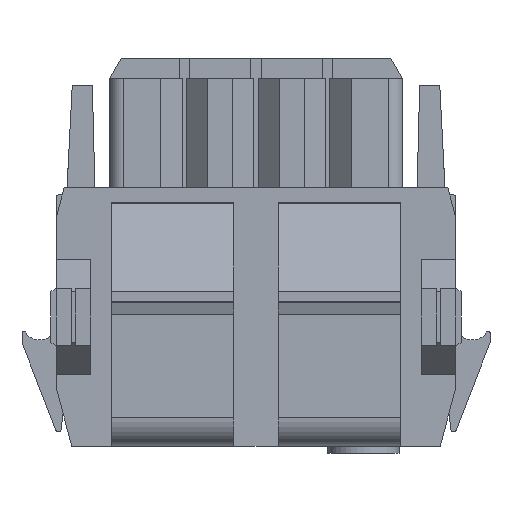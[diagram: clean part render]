
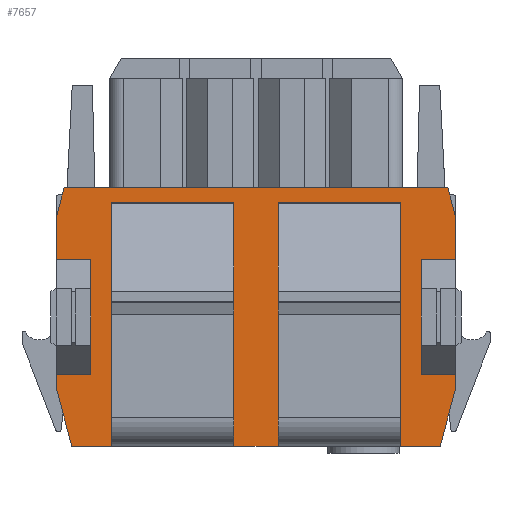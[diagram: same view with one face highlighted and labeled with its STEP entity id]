
A CAD part, front view. The second image highlights one B-rep face of the part: STEP entity #7657.
In plain terms, the highlighted planar face has unit normal (0, -1, 0).
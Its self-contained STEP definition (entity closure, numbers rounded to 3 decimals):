
#7504=AXIS2_PLACEMENT_3D('Plane Axis2P3D',#7501,#7502,#7503) ;
#4760=CARTESIAN_POINT('Vertex',(2.936,5.9,18.5)) ;
#4763=CARTESIAN_POINT('Line Origine',(16.3,5.9,18.5)) ;
#4767=CARTESIAN_POINT('Vertex',(29.664,5.9,18.5)) ;
#6133=CARTESIAN_POINT('Vertex',(29.128,5.9,0.5)) ;
#6138=CARTESIAN_POINT('Line Origine',(27.739,5.9,0.5)) ;
#6142=CARTESIAN_POINT('Vertex',(26.35,5.9,0.5)) ;
#6163=CARTESIAN_POINT('Vertex',(17.85,5.9,0.5)) ;
#6166=CARTESIAN_POINT('Line Origine',(16.3,5.9,0.5)) ;
#6170=CARTESIAN_POINT('Vertex',(14.75,5.9,0.5)) ;
#6191=CARTESIAN_POINT('Vertex',(6.25,5.9,0.5)) ;
#6194=CARTESIAN_POINT('Line Origine',(4.861,5.9,0.5)) ;
#6198=CARTESIAN_POINT('Vertex',(3.472,5.9,0.5)) ;
#7486=CARTESIAN_POINT('Vertex',(2.4,5.9,16.5)) ;
#7489=CARTESIAN_POINT('Line Origine',(2.668,5.9,17.5)) ;
#7501=CARTESIAN_POINT('Axis2P3D Location',(2.4,5.9,0.)) ;
#7506=CARTESIAN_POINT('Line Origine',(30.2,5.9,15.)) ;
#7510=CARTESIAN_POINT('Vertex',(30.2,5.9,13.5)) ;
#7512=CARTESIAN_POINT('Vertex',(30.2,5.9,16.5)) ;
#7515=CARTESIAN_POINT('Line Origine',(29.932,5.9,17.5)) ;
#7520=CARTESIAN_POINT('Line Origine',(2.4,5.9,15.)) ;
#7524=CARTESIAN_POINT('Vertex',(2.4,5.9,13.5)) ;
#7527=CARTESIAN_POINT('Line Origine',(3.6,5.9,13.5)) ;
#7531=CARTESIAN_POINT('Vertex',(4.8,5.9,13.5)) ;
#7534=CARTESIAN_POINT('Line Origine',(4.8,5.9,9.5)) ;
#7538=CARTESIAN_POINT('Vertex',(4.8,5.9,5.5)) ;
#7541=CARTESIAN_POINT('Line Origine',(3.6,5.9,5.5)) ;
#7545=CARTESIAN_POINT('Vertex',(2.4,5.9,5.5)) ;
#7548=CARTESIAN_POINT('Line Origine',(2.4,5.9,5.)) ;
#7552=CARTESIAN_POINT('Vertex',(2.4,5.9,4.5)) ;
#7555=CARTESIAN_POINT('Line Origine',(2.936,5.9,2.5)) ;
#7560=CARTESIAN_POINT('Line Origine',(6.25,5.9,1.4)) ;
#7564=CARTESIAN_POINT('Vertex',(6.25,5.9,2.3)) ;
#7567=CARTESIAN_POINT('Line Origine',(10.5,5.9,2.3)) ;
#7571=CARTESIAN_POINT('Vertex',(14.75,5.9,2.3)) ;
#7574=CARTESIAN_POINT('Line Origine',(14.75,5.9,1.4)) ;
#7579=CARTESIAN_POINT('Line Origine',(17.85,5.9,1.4)) ;
#7583=CARTESIAN_POINT('Vertex',(17.85,5.9,2.3)) ;
#7586=CARTESIAN_POINT('Line Origine',(22.1,5.9,2.3)) ;
#7590=CARTESIAN_POINT('Vertex',(26.35,5.9,2.3)) ;
#7593=CARTESIAN_POINT('Line Origine',(26.35,5.9,1.4)) ;
#7598=CARTESIAN_POINT('Line Origine',(29.664,5.9,2.5)) ;
#7602=CARTESIAN_POINT('Vertex',(30.2,5.9,4.5)) ;
#7605=CARTESIAN_POINT('Line Origine',(30.2,5.9,5.)) ;
#7609=CARTESIAN_POINT('Vertex',(30.2,5.9,5.5)) ;
#7612=CARTESIAN_POINT('Line Origine',(29.,5.9,5.5)) ;
#7616=CARTESIAN_POINT('Vertex',(27.8,5.9,5.5)) ;
#7619=CARTESIAN_POINT('Line Origine',(27.8,5.9,9.5)) ;
#7623=CARTESIAN_POINT('Vertex',(27.8,5.9,13.5)) ;
#7626=CARTESIAN_POINT('Line Origine',(29.,5.9,13.5)) ;
#4764=DIRECTION('Vector Direction',(1.,0.,0.)) ;
#6139=DIRECTION('Vector Direction',(1.,0.,0.)) ;
#6167=DIRECTION('Vector Direction',(1.,0.,0.)) ;
#6195=DIRECTION('Vector Direction',(1.,0.,0.)) ;
#7490=DIRECTION('Vector Direction',(-0.259,0.,-0.966)) ;
#7502=DIRECTION('Axis2P3D Direction',(0.,-1.,0.)) ;
#7503=DIRECTION('Axis2P3D XDirection',(1.,0.,0.)) ;
#7507=DIRECTION('Vector Direction',(0.,0.,1.)) ;
#7516=DIRECTION('Vector Direction',(0.259,0.,-0.966)) ;
#7521=DIRECTION('Vector Direction',(0.,0.,1.)) ;
#7528=DIRECTION('Vector Direction',(1.,0.,0.)) ;
#7535=DIRECTION('Vector Direction',(0.,0.,1.)) ;
#7542=DIRECTION('Vector Direction',(1.,0.,0.)) ;
#7549=DIRECTION('Vector Direction',(0.,0.,1.)) ;
#7556=DIRECTION('Vector Direction',(0.259,0.,-0.966)) ;
#7561=DIRECTION('Vector Direction',(0.,0.,1.)) ;
#7568=DIRECTION('Vector Direction',(1.,0.,0.)) ;
#7575=DIRECTION('Vector Direction',(0.,0.,1.)) ;
#7580=DIRECTION('Vector Direction',(0.,0.,1.)) ;
#7587=DIRECTION('Vector Direction',(1.,0.,0.)) ;
#7594=DIRECTION('Vector Direction',(0.,0.,1.)) ;
#7599=DIRECTION('Vector Direction',(-0.259,0.,-0.966)) ;
#7606=DIRECTION('Vector Direction',(0.,0.,1.)) ;
#7613=DIRECTION('Vector Direction',(1.,0.,0.)) ;
#7620=DIRECTION('Vector Direction',(0.,0.,1.)) ;
#7627=DIRECTION('Vector Direction',(1.,0.,0.)) ;
#4765=VECTOR('Line Direction',#4764,1.) ;
#6140=VECTOR('Line Direction',#6139,1.) ;
#6168=VECTOR('Line Direction',#6167,1.) ;
#6196=VECTOR('Line Direction',#6195,1.) ;
#7491=VECTOR('Line Direction',#7490,1.) ;
#7508=VECTOR('Line Direction',#7507,1.) ;
#7517=VECTOR('Line Direction',#7516,1.) ;
#7522=VECTOR('Line Direction',#7521,1.) ;
#7529=VECTOR('Line Direction',#7528,1.) ;
#7536=VECTOR('Line Direction',#7535,1.) ;
#7543=VECTOR('Line Direction',#7542,1.) ;
#7550=VECTOR('Line Direction',#7549,1.) ;
#7557=VECTOR('Line Direction',#7556,1.) ;
#7562=VECTOR('Line Direction',#7561,1.) ;
#7569=VECTOR('Line Direction',#7568,1.) ;
#7576=VECTOR('Line Direction',#7575,1.) ;
#7581=VECTOR('Line Direction',#7580,1.) ;
#7588=VECTOR('Line Direction',#7587,1.) ;
#7595=VECTOR('Line Direction',#7594,1.) ;
#7600=VECTOR('Line Direction',#7599,1.) ;
#7607=VECTOR('Line Direction',#7606,1.) ;
#7614=VECTOR('Line Direction',#7613,1.) ;
#7621=VECTOR('Line Direction',#7620,1.) ;
#7628=VECTOR('Line Direction',#7627,1.) ;
#7632=ORIENTED_EDGE('',*,*,#7514,.T.) ;
#7633=ORIENTED_EDGE('',*,*,#7519,.F.) ;
#7634=ORIENTED_EDGE('',*,*,#4769,.T.) ;
#7635=ORIENTED_EDGE('',*,*,#7493,.F.) ;
#7636=ORIENTED_EDGE('',*,*,#7526,.F.) ;
#7637=ORIENTED_EDGE('',*,*,#7533,.T.) ;
#7638=ORIENTED_EDGE('',*,*,#7540,.T.) ;
#7639=ORIENTED_EDGE('',*,*,#7547,.F.) ;
#7640=ORIENTED_EDGE('',*,*,#7554,.F.) ;
#7641=ORIENTED_EDGE('',*,*,#7559,.F.) ;
#7642=ORIENTED_EDGE('',*,*,#6200,.T.) ;
#7643=ORIENTED_EDGE('',*,*,#7566,.F.) ;
#7644=ORIENTED_EDGE('',*,*,#7573,.T.) ;
#7645=ORIENTED_EDGE('',*,*,#7578,.T.) ;
#7646=ORIENTED_EDGE('',*,*,#6172,.T.) ;
#7647=ORIENTED_EDGE('',*,*,#7585,.F.) ;
#7648=ORIENTED_EDGE('',*,*,#7592,.F.) ;
#7649=ORIENTED_EDGE('',*,*,#7597,.T.) ;
#7650=ORIENTED_EDGE('',*,*,#6144,.T.) ;
#7651=ORIENTED_EDGE('',*,*,#7604,.F.) ;
#7652=ORIENTED_EDGE('',*,*,#7611,.T.) ;
#7653=ORIENTED_EDGE('',*,*,#7618,.T.) ;
#7654=ORIENTED_EDGE('',*,*,#7625,.F.) ;
#7655=ORIENTED_EDGE('',*,*,#7630,.F.) ;
#7657=ADVANCED_FACE('Hauptkoerper',(#7656),#7505,.T.) ;
#4769=EDGE_CURVE('',#4768,#4761,#4766,.F.) ;
#6144=EDGE_CURVE('',#6143,#6134,#6141,.T.) ;
#6172=EDGE_CURVE('',#6171,#6164,#6169,.T.) ;
#6200=EDGE_CURVE('',#6199,#6192,#6197,.T.) ;
#7493=EDGE_CURVE('',#7487,#4761,#7492,.F.) ;
#7514=EDGE_CURVE('',#7511,#7513,#7509,.T.) ;
#7519=EDGE_CURVE('',#4768,#7513,#7518,.T.) ;
#7526=EDGE_CURVE('',#7525,#7487,#7523,.T.) ;
#7533=EDGE_CURVE('',#7525,#7532,#7530,.T.) ;
#7540=EDGE_CURVE('',#7532,#7539,#7537,.F.) ;
#7547=EDGE_CURVE('',#7546,#7539,#7544,.T.) ;
#7554=EDGE_CURVE('',#7553,#7546,#7551,.T.) ;
#7559=EDGE_CURVE('',#6199,#7553,#7558,.F.) ;
#7566=EDGE_CURVE('',#7565,#6192,#7563,.F.) ;
#7573=EDGE_CURVE('',#7565,#7572,#7570,.T.) ;
#7578=EDGE_CURVE('',#7572,#6171,#7577,.F.) ;
#7585=EDGE_CURVE('',#7584,#6164,#7582,.F.) ;
#7592=EDGE_CURVE('',#7591,#7584,#7589,.F.) ;
#7597=EDGE_CURVE('',#7591,#6143,#7596,.F.) ;
#7604=EDGE_CURVE('',#7603,#6134,#7601,.T.) ;
#7611=EDGE_CURVE('',#7603,#7610,#7608,.T.) ;
#7618=EDGE_CURVE('',#7610,#7617,#7615,.F.) ;
#7625=EDGE_CURVE('',#7624,#7617,#7622,.F.) ;
#7630=EDGE_CURVE('',#7511,#7624,#7629,.F.) ;
#7631=EDGE_LOOP('',(#7632,#7633,#7634,#7635,#7636,#7637,#7638,#7639,#7640,#7641,#7642,#7643,#7644,#7645,#7646,#7647,#7648,#7649,#7650,#7651,#7652,#7653,#7654,#7655)) ;
#7656=FACE_OUTER_BOUND('',#7631,.T.) ;
#4766=LINE('Line',#4763,#4765) ;
#6141=LINE('Line',#6138,#6140) ;
#6169=LINE('Line',#6166,#6168) ;
#6197=LINE('Line',#6194,#6196) ;
#7492=LINE('Line',#7489,#7491) ;
#7509=LINE('Line',#7506,#7508) ;
#7518=LINE('Line',#7515,#7517) ;
#7523=LINE('Line',#7520,#7522) ;
#7530=LINE('Line',#7527,#7529) ;
#7537=LINE('Line',#7534,#7536) ;
#7544=LINE('Line',#7541,#7543) ;
#7551=LINE('Line',#7548,#7550) ;
#7558=LINE('Line',#7555,#7557) ;
#7563=LINE('Line',#7560,#7562) ;
#7570=LINE('Line',#7567,#7569) ;
#7577=LINE('Line',#7574,#7576) ;
#7582=LINE('Line',#7579,#7581) ;
#7589=LINE('Line',#7586,#7588) ;
#7596=LINE('Line',#7593,#7595) ;
#7601=LINE('Line',#7598,#7600) ;
#7608=LINE('Line',#7605,#7607) ;
#7615=LINE('Line',#7612,#7614) ;
#7622=LINE('Line',#7619,#7621) ;
#7629=LINE('Line',#7626,#7628) ;
#7505=PLANE('',#7504) ;
#4761=VERTEX_POINT('',#4760) ;
#4768=VERTEX_POINT('',#4767) ;
#6134=VERTEX_POINT('',#6133) ;
#6143=VERTEX_POINT('',#6142) ;
#6164=VERTEX_POINT('',#6163) ;
#6171=VERTEX_POINT('',#6170) ;
#6192=VERTEX_POINT('',#6191) ;
#6199=VERTEX_POINT('',#6198) ;
#7487=VERTEX_POINT('',#7486) ;
#7511=VERTEX_POINT('',#7510) ;
#7513=VERTEX_POINT('',#7512) ;
#7525=VERTEX_POINT('',#7524) ;
#7532=VERTEX_POINT('',#7531) ;
#7539=VERTEX_POINT('',#7538) ;
#7546=VERTEX_POINT('',#7545) ;
#7553=VERTEX_POINT('',#7552) ;
#7565=VERTEX_POINT('',#7564) ;
#7572=VERTEX_POINT('',#7571) ;
#7584=VERTEX_POINT('',#7583) ;
#7591=VERTEX_POINT('',#7590) ;
#7603=VERTEX_POINT('',#7602) ;
#7610=VERTEX_POINT('',#7609) ;
#7617=VERTEX_POINT('',#7616) ;
#7624=VERTEX_POINT('',#7623) ;
